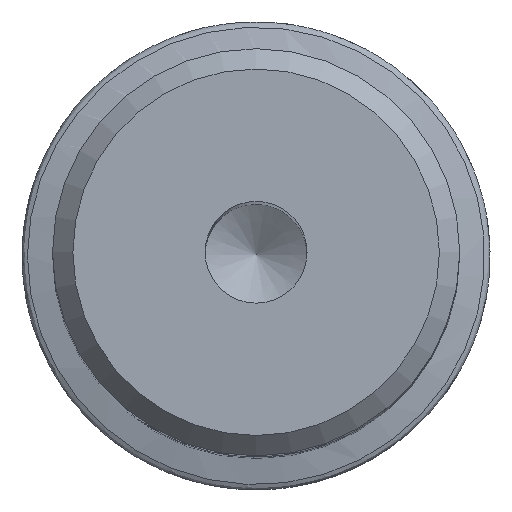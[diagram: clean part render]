
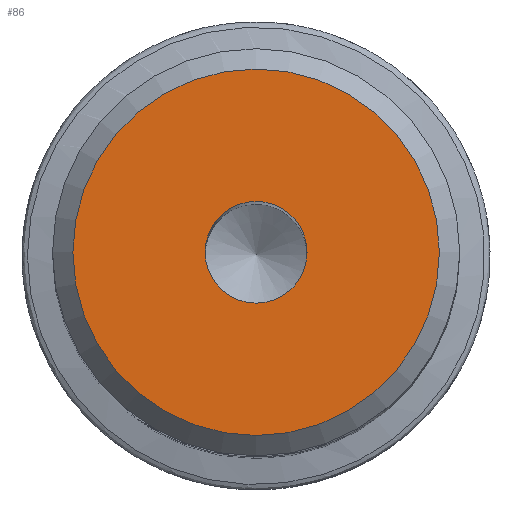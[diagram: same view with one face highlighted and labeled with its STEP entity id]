
A CAD part, top view. The second image highlights one B-rep face of the part: STEP entity #86.
In plain terms, the highlighted planar face has unit normal (0, 0, 1).
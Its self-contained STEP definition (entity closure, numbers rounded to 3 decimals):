
#80=PLANE('',#316);
#86=ADVANCED_FACE('',(#128,#129),#80,.T.);
#128=FACE_BOUND('',#163,.T.);
#129=FACE_BOUND('',#164,.T.);
#163=EDGE_LOOP('',(#204));
#164=EDGE_LOOP('',(#205));
#204=ORIENTED_EDGE('',*,*,#272,.T.);
#205=ORIENTED_EDGE('',*,*,#273,.T.);
#250=VERTEX_POINT('',#445);
#251=VERTEX_POINT('',#447);
#272=EDGE_CURVE('',#250,#250,#291,.T.);
#273=EDGE_CURVE('',#251,#251,#292,.T.);
#291=CIRCLE('',#314,2.5);
#292=CIRCLE('',#315,9.);
#314=AXIS2_PLACEMENT_3D('',#444,#358,#359);
#315=AXIS2_PLACEMENT_3D('',#446,#360,#361);
#316=AXIS2_PLACEMENT_3D('',#448,#362,#363);
#358=DIRECTION('',(0.,0.,-1.));
#359=DIRECTION('',(-1.,0.,0.));
#360=DIRECTION('',(0.,0.,1.));
#361=DIRECTION('',(0.,1.,0.));
#362=DIRECTION('',(0.,0.,1.));
#363=DIRECTION('',(0.,1.,0.));
#444=CARTESIAN_POINT('',(0.,0.,74.));
#445=CARTESIAN_POINT('',(-2.5,0.,74.));
#446=CARTESIAN_POINT('',(0.,0.,74.));
#447=CARTESIAN_POINT('',(0.,9.,74.));
#448=CARTESIAN_POINT('',(0.,0.,74.));
